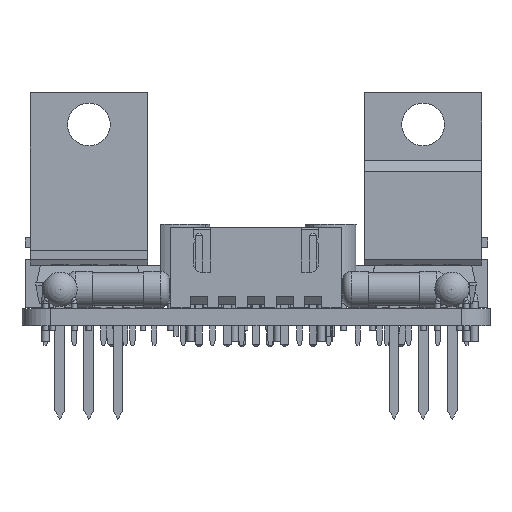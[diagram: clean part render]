
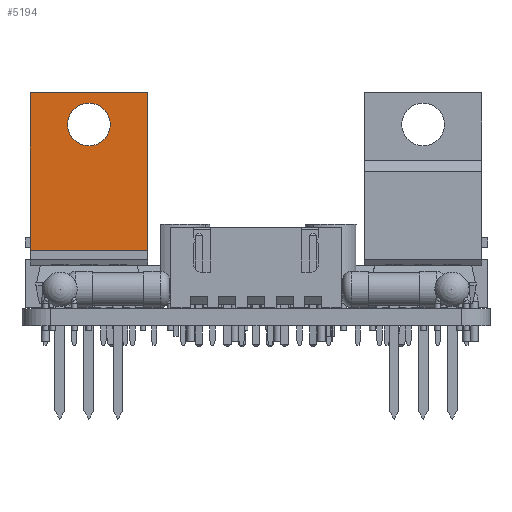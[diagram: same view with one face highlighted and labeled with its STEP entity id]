
A CAD part, front view. The second image highlights one B-rep face of the part: STEP entity #5194.
In plain terms, the highlighted face is planar.
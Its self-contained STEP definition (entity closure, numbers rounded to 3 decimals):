
#4639 = VERTEX_POINT('',#4640);
#4640 = CARTESIAN_POINT('',(-2.575,3.16,18.775));
#4646 = EDGE_CURVE('',#4647,#4639,#4649,.T.);
#4647 = VERTEX_POINT('',#4648);
#4648 = CARTESIAN_POINT('',(-2.575,3.16,5.));
#4649 = LINE('',#4650,#4651);
#4650 = CARTESIAN_POINT('',(-2.575,3.16,5.));
#4651 = VECTOR('',#4652,1.);
#4652 = DIRECTION('',(0.,0.,1.));
#4705 = VERTEX_POINT('',#4706);
#4706 = CARTESIAN_POINT('',(7.655,3.16,5.));
#4712 = EDGE_CURVE('',#4705,#4713,#4715,.T.);
#4713 = VERTEX_POINT('',#4714);
#4714 = CARTESIAN_POINT('',(7.655,3.16,18.775));
#4715 = LINE('',#4716,#4717);
#4716 = CARTESIAN_POINT('',(7.655,3.16,5.));
#4717 = VECTOR('',#4718,1.);
#4718 = DIRECTION('',(0.,0.,1.));
#4737 = EDGE_CURVE('',#4647,#4705,#4738,.T.);
#4738 = LINE('',#4739,#4740);
#4739 = CARTESIAN_POINT('',(-2.575,3.16,5.));
#4740 = VECTOR('',#4741,1.);
#4741 = DIRECTION('',(1.,0.,0.));
#5194 = ADVANCED_FACE('',(#5195,#5206),#5217,.T.);
#5195 = FACE_BOUND('',#5196,.T.);
#5196 = EDGE_LOOP('',(#5197,#5198,#5204,#5205));
#5197 = ORIENTED_EDGE('',*,*,#4646,.T.);
#5198 = ORIENTED_EDGE('',*,*,#5199,.T.);
#5199 = EDGE_CURVE('',#4639,#4713,#5200,.T.);
#5200 = LINE('',#5201,#5202);
#5201 = CARTESIAN_POINT('',(-2.575,3.16,18.775));
#5202 = VECTOR('',#5203,1.);
#5203 = DIRECTION('',(1.,0.,0.));
#5204 = ORIENTED_EDGE('',*,*,#4712,.F.);
#5205 = ORIENTED_EDGE('',*,*,#4737,.F.);
#5206 = FACE_BOUND('',#5207,.T.);
#5207 = EDGE_LOOP('',(#5208));
#5208 = ORIENTED_EDGE('',*,*,#5209,.T.);
#5209 = EDGE_CURVE('',#5210,#5210,#5212,.T.);
#5210 = VERTEX_POINT('',#5211);
#5211 = CARTESIAN_POINT('',(4.408,3.16,16.005));
#5212 = CIRCLE('',#5213,1.868);
#5213 = AXIS2_PLACEMENT_3D('',#5214,#5215,#5216);
#5214 = CARTESIAN_POINT('',(2.54,3.16,16.005));
#5215 = DIRECTION('',(0.,-1.,0.));
#5216 = DIRECTION('',(1.,0.,0.));
#5217 = PLANE('',#5218);
#5218 = AXIS2_PLACEMENT_3D('',#5219,#5220,#5221);
#5219 = CARTESIAN_POINT('',(-2.575,3.16,5.));
#5220 = DIRECTION('',(0.,1.,0.));
#5221 = DIRECTION('',(1.,0.,0.));
